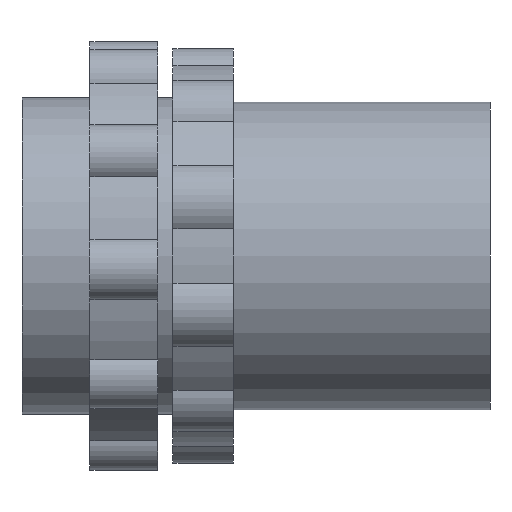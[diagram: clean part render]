
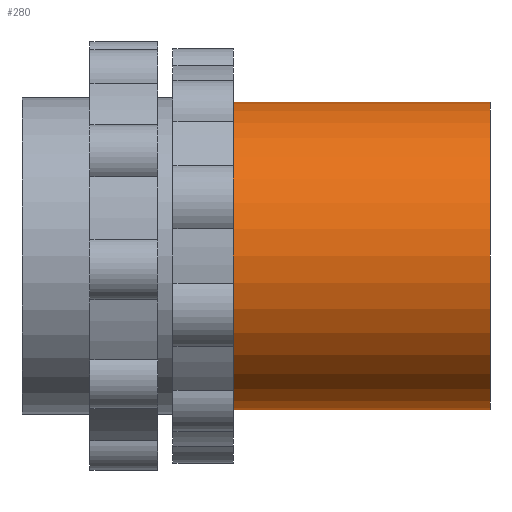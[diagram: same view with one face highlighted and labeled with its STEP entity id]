
A CAD part, front view. The second image highlights one B-rep face of the part: STEP entity #280.
In plain terms, the highlighted cylindrical face has radius 10.2 mm (diameter 20.4 mm), a full revolution.
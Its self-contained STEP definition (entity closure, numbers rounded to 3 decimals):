
#280=ADVANCED_FACE('',(#771,#773),#775,.T.);
#771=FACE_OUTER_BOUND('',#772,.T.);
#772=EDGE_LOOP('',(#2785));
#773=FACE_OUTER_BOUND('',#774,.T.);
#774=EDGE_LOOP('',(#2786));
#775=CYLINDRICAL_SURFACE('',#776,10.2);
#776=AXIS2_PLACEMENT_3D('',#777,#778,#779);
#777=CARTESIAN_POINT('',(31.,0.,0.));
#778=DIRECTION('',(-1.,0.,0.));
#779=DIRECTION('',(0.,0.,1.));
#2785=ORIENTED_EDGE('',*,*,#3014,.T.);
#2786=ORIENTED_EDGE('',*,*,#2992,.F.);
#2992=EDGE_CURVE('',#3178,#3178,#3179,.T.);
#3014=EDGE_CURVE('',#3202,#3202,#3203,.T.);
#3178=VERTEX_POINT('',#3546);
#3179=CIRCLE('',#3547,10.2);
#3202=VERTEX_POINT('',#3616);
#3203=CIRCLE('',#3617,10.2);
#3546=CARTESIAN_POINT('',(14.,0.,10.2));
#3547=AXIS2_PLACEMENT_3D('',#3548,#3549,#3550);
#3548=CARTESIAN_POINT('',(14.,0.,0.));
#3549=DIRECTION('',(-1.,0.,0.));
#3550=DIRECTION('',(0.,0.,1.));
#3616=CARTESIAN_POINT('',(31.,0.,10.2));
#3617=AXIS2_PLACEMENT_3D('',#3618,#3619,#3620);
#3618=CARTESIAN_POINT('',(31.,0.,0.));
#3619=DIRECTION('',(-1.,0.,0.));
#3620=DIRECTION('',(0.,0.,1.));
